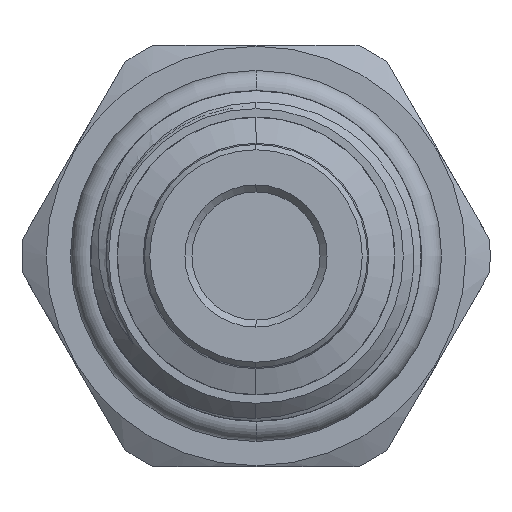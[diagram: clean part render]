
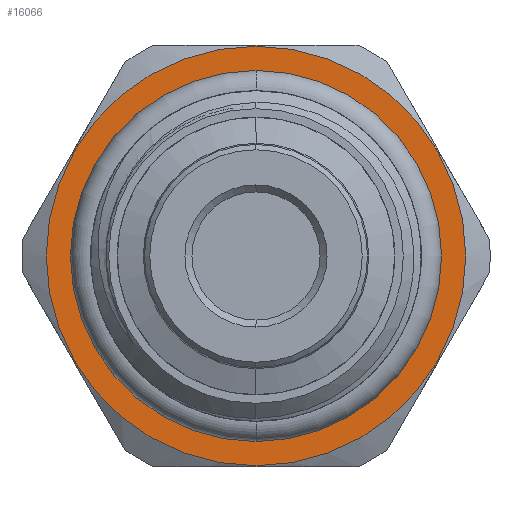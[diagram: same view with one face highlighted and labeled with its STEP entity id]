
A CAD part, left-side view. The second image highlights one B-rep face of the part: STEP entity #16066.
In plain terms, the highlighted planar face has unit normal (-1, 0, 0).
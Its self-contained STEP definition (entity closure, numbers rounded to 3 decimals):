
#1188 = EDGE_LOOP ( 'NONE', ( #1726, #1727 ) ) ;
#1190 = EDGE_LOOP ( 'NONE', ( #1724, #1725 ) ) ;
#1724 = ORIENTED_EDGE ( 'NONE', *, *, #5014, .T. ) ;
#1725 = ORIENTED_EDGE ( 'NONE', *, *, #5297, .T. ) ;
#1726 = ORIENTED_EDGE ( 'NONE', *, *, #5031, .T. ) ;
#1727 = ORIENTED_EDGE ( 'NONE', *, *, #5298, .T. ) ;
#2429 = CIRCLE ( 'NONE', #4296, 8.895 ) ;
#2451 = CIRCLE ( 'NONE', #4306, 11.95 ) ;
#2737 = CIRCLE ( 'NONE', #4418, 8.895 ) ;
#2738 = CIRCLE ( 'NONE', #4419, 11.95 ) ;
#3131 = FACE_BOUND ( 'NONE', #1190, .T. ) ;
#3133 = FACE_OUTER_BOUND ( 'NONE', #1188, .T. ) ;
#3623 = CARTESIAN_POINT ( 'NONE',  ( -37.665, 0., 0. ) ) ;
#3624 = DIRECTION ( 'NONE',  ( 1., 0., 0. ) ) ;
#3625 = DIRECTION ( 'NONE',  ( 0., 0., -1. ) ) ;
#3686 = CARTESIAN_POINT ( 'NONE',  ( -37.665, 0., 0. ) ) ;
#3687 = DIRECTION ( 'NONE',  ( -1., 0., 0. ) ) ;
#3688 = DIRECTION ( 'NONE',  ( 0., 0., -1. ) ) ;
#4296 = AXIS2_PLACEMENT_3D ( 'NONE', #3623, #3624, #3625 ) ;
#4306 = AXIS2_PLACEMENT_3D ( 'NONE', #3686, #3687, #3688 ) ;
#4418 = AXIS2_PLACEMENT_3D ( 'NONE', #6434, #6435, #6436 ) ;
#4419 = AXIS2_PLACEMENT_3D ( 'NONE', #6437, #6438, #6439 ) ;
#4602 = AXIS2_PLACEMENT_3D ( 'NONE', #10301, #10309, #10310 ) ;
#5014 = EDGE_CURVE ( 'NONE', #16366, #16365, #2429, .T. ) ;
#5031 = EDGE_CURVE ( 'NONE', #16332, #16339, #2451, .T. ) ;
#5297 = EDGE_CURVE ( 'NONE', #16365, #16366, #2737, .T. ) ;
#5298 = EDGE_CURVE ( 'NONE', #16339, #16332, #2738, .T. ) ;
#6434 = CARTESIAN_POINT ( 'NONE',  ( -37.665, 0., 0. ) ) ;
#6435 = DIRECTION ( 'NONE',  ( 1., 0., 0. ) ) ;
#6436 = DIRECTION ( 'NONE',  ( 0., 0., -1. ) ) ;
#6437 = CARTESIAN_POINT ( 'NONE',  ( -37.665, 0., 0. ) ) ;
#6438 = DIRECTION ( 'NONE',  ( -1., 0., 0. ) ) ;
#6439 = DIRECTION ( 'NONE',  ( 0., 0., -1. ) ) ;
#10301 = CARTESIAN_POINT ( 'NONE',  ( -37.665, -11.95, 0. ) ) ;
#10307 = PLANE ( 'NONE',  #4602 ) ;
#10309 = DIRECTION ( 'NONE',  ( -1., 0., 0. ) ) ;
#10310 = DIRECTION ( 'NONE',  ( 0., 0., -1. ) ) ;
#15131 = CARTESIAN_POINT ( 'NONE',  ( -37.665, 0., -11.95 ) ) ;
#15138 = CARTESIAN_POINT ( 'NONE',  ( -37.665, 0., 11.95 ) ) ;
#15164 = CARTESIAN_POINT ( 'NONE',  ( -37.665, 0., 8.895 ) ) ;
#15165 = CARTESIAN_POINT ( 'NONE',  ( -37.665, 0., -8.895 ) ) ;
#16066 = ADVANCED_FACE ( 'NONE', ( #3131, #3133 ), #10307, .T. ) ;
#16332 = VERTEX_POINT ( 'NONE', #15131 ) ;
#16339 = VERTEX_POINT ( 'NONE', #15138 ) ;
#16365 = VERTEX_POINT ( 'NONE', #15164 ) ;
#16366 = VERTEX_POINT ( 'NONE', #15165 ) ;
